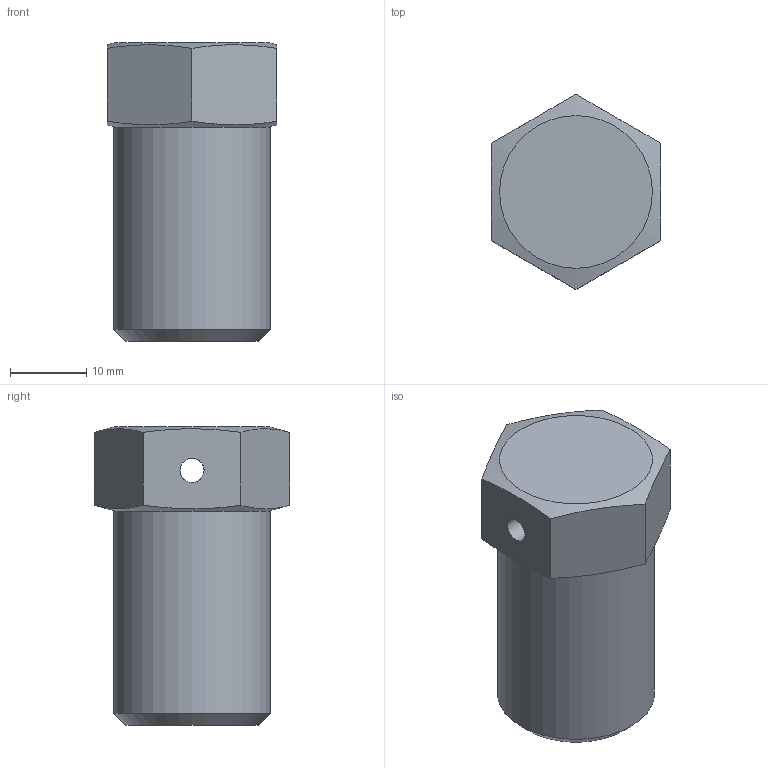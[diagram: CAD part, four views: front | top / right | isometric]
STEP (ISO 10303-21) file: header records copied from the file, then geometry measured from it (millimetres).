
FILE_DESCRIPTION(/* description */ (''),/* implementation_level */ '2;1');
FILE_NAME(/* name */ 'KDB-1.stp',/* time_stamp */ '2012-03-12T15:39:59-05:00',/* author */ (''),/* organization */ (''),/* preprocessor_version */ 'ST-DEVELOPER v11',/* originating_system */ 'SIEMENS UGS NX 6.0',/* authorisation */ '');
FILE_SCHEMA (('CONFIG_CONTROL_DESIGN'));
Length unit declared in the file: inch
Products named in the file (1): cgudFBF8s2bj
Bounding box: 22.23 x 25.66 x 39.29 mm (x, y, z)
Volume: 12573.3 mm3; surface area: 6702.1 mm2
Topology: 2 solids, 2 shells, 29 faces, 69 edges, 45 vertices
Faces by surface type: plane 13, cylinder 8, cone 6, torus 2
Full cylindrical faces by diameter (mm): 3.175 x2, 11.112 x1, 15.062 x1, 15.088 x1, 16.662 x1, 20.637 x1
Entity records: 859 total; most frequent: CARTESIAN_POINT 238, DIRECTION 108, ORIENTED_EDGE 84, AXIS2_PLACEMENT_3D 51, EDGE_LOOP 48, FACE_BOUND 42, EDGE_CURVE 42, VERTEX_POINT 35
